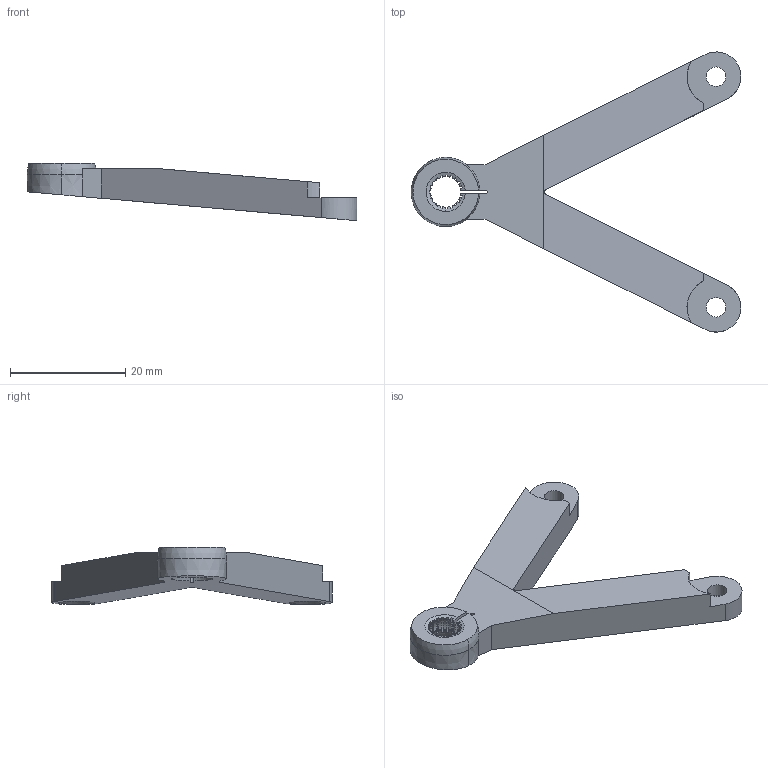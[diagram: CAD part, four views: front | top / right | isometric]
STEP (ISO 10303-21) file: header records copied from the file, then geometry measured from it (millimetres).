
FILE_DESCRIPTION(('FreeCAD Model'),'2;1');
FILE_NAME('Open CASCADE Shape Model','2023-12-10T11:36:49',(''),(''), 'Open CASCADE STEP processor 7.6','FreeCAD','Unknown');
FILE_SCHEMA(('AUTOMOTIVE_DESIGN { 1 0 10303 214 1 1 1 1 }'));
Length unit declared in the file: millimetre
Products named in the file (1): fixed_lower arm_tarmac
Bounding box: 57.19 x 48.59 x 9.91 mm (x, y, z)
Volume: 4725 mm3; surface area: 3197.6 mm2
Topology: 1 solids, 1 shells, 153 faces, 471 edges, 319 vertices
Faces by surface type: cylinder 67, plane 56, revolution 20, cone 8, sphere 2
Full cylindrical faces by diameter (mm): 3.4 x2
Entity records: 17825 total; most frequent: CARTESIAN_POINT 9010, DIRECTION 1539, ORIENTED_EDGE 942, PCURVE 942, DEFINITIONAL_REPRESENTATION 942, LINE 625, VECTOR 625, EDGE_CURVE 471
